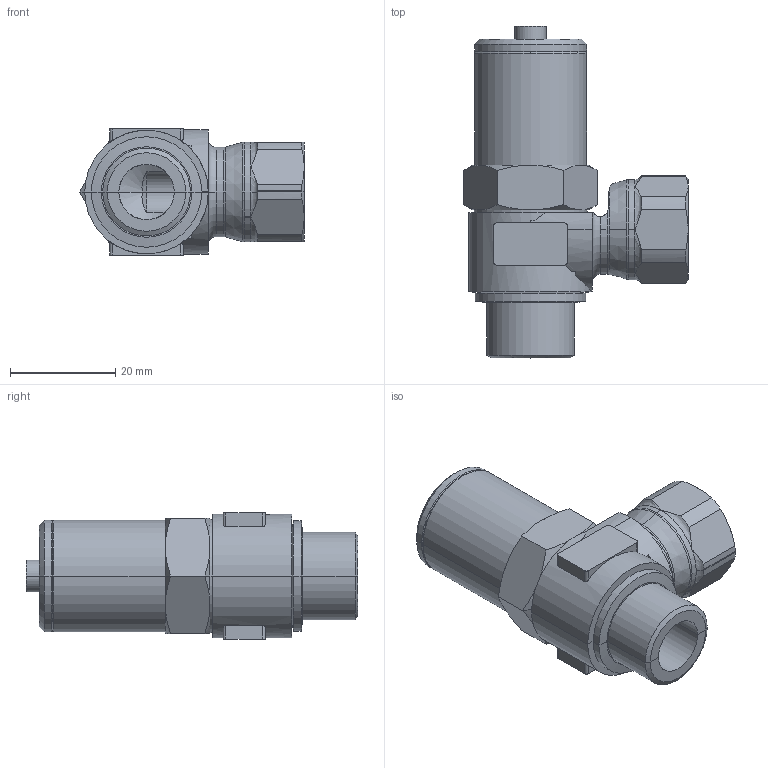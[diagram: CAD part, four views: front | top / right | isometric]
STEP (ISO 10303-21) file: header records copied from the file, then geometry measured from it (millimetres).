
FILE_DESCRIPTION(('STEP AP214'),'1');
FILE_NAME('7861_17_17.stp','2016-07-07T14:53:37',('TraceParts'),('TraceParts S.A.'),'Spatial InterOp 3D',' ',' ');
FILE_SCHEMA(('automotive_design'));
Length unit declared in the file: millimetre
Products named in the file (1): 1
Bounding box: 42.7 x 63.14 x 24 mm (x, y, z)
Volume: 22551.8 mm3; surface area: 8366.1 mm2
Topology: 1 solids, 1 shells, 151 faces, 389 edges, 243 vertices
Faces by surface type: cylinder 51, cone 42, plane 39, torus 15, revolution 4
Entity records: 5656 total; most frequent: CARTESIAN_POINT 2085, ORIENTED_EDGE 774, DIRECTION 742, EDGE_CURVE 387, AXIS2_PLACEMENT_3D 307, VERTEX_POINT 243, CIRCLE 159, EDGE_LOOP 158
